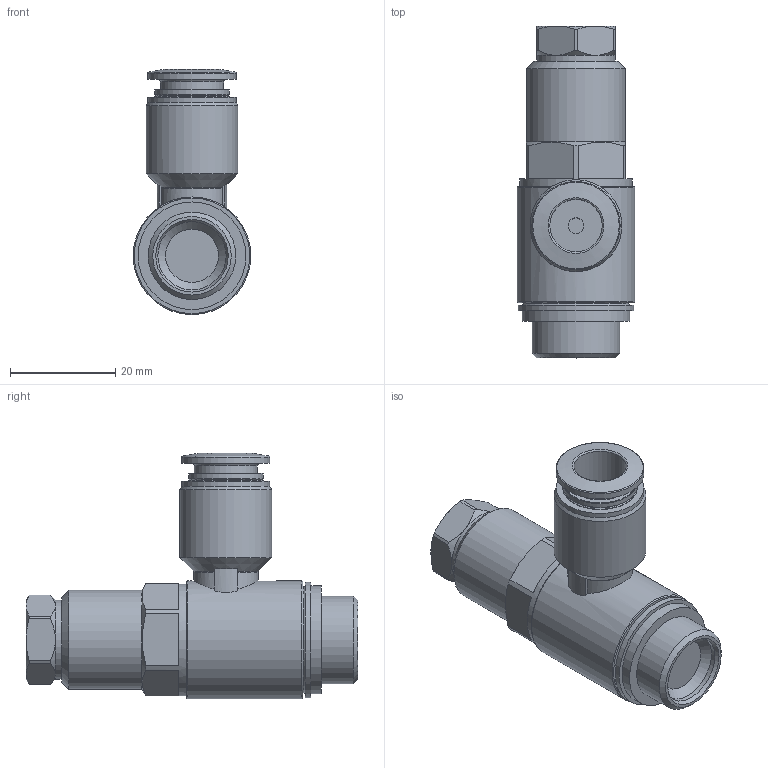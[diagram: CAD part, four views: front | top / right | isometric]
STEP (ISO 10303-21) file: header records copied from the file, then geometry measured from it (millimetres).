
FILE_DESCRIPTION(/* description */ ('STEP AP214'),/* implementation_level */ '2;1');
FILE_NAME(/* name */ '530044_HGL-3_8-QS-10',/* time_stamp */ '2024-08-21T02:20:57+02:00',/* author */ ('License CC BY-ND 4.0'),/* organization */ ('CADENAS'),/* preprocessor_version */ 'ST-DEVELOPER v19.3',/* originating_system */ 'PARTsolutions',/* authorisation */ ' ');
FILE_SCHEMA (('AUTOMOTIVE_DESIGN {1 0 10303 214 3 1 1}'));
Length unit declared in the file: millimetre
Products named in the file (1): 530044 HGL-3/8-QS-10
Bounding box: 22.4 x 63.2 x 46.7 mm (x, y, z)
Volume: 20680.4 mm3; surface area: 7919.2 mm2
Topology: 1 solids, 1 shells, 97 faces, 213 edges, 130 vertices
Faces by surface type: plane 36, cylinder 28, cone 25, torus 8
Full cylindrical faces by diameter (mm): 3 x1, 10 x1, 11.445 x1, 12 x1, 13 x1, 14.2 x2, 15 x1, 16.662 x1, 16.775 x1, 16.8 x1, 17.5 x1, 18.8 x1, 20.15 x1, 20.5 x1, 21.4 x1, 22 x1, 22.4 x1
Entity records: 3216 total; most frequent: CARTESIAN_POINT 554, DIRECTION 420, ORIENTED_EDGE 346, AXIS2_PLACEMENT_3D 191, EDGE_CURVE 173, EDGE_LOOP 146, FACE_BOUND 146, VERTEX_POINT 127
